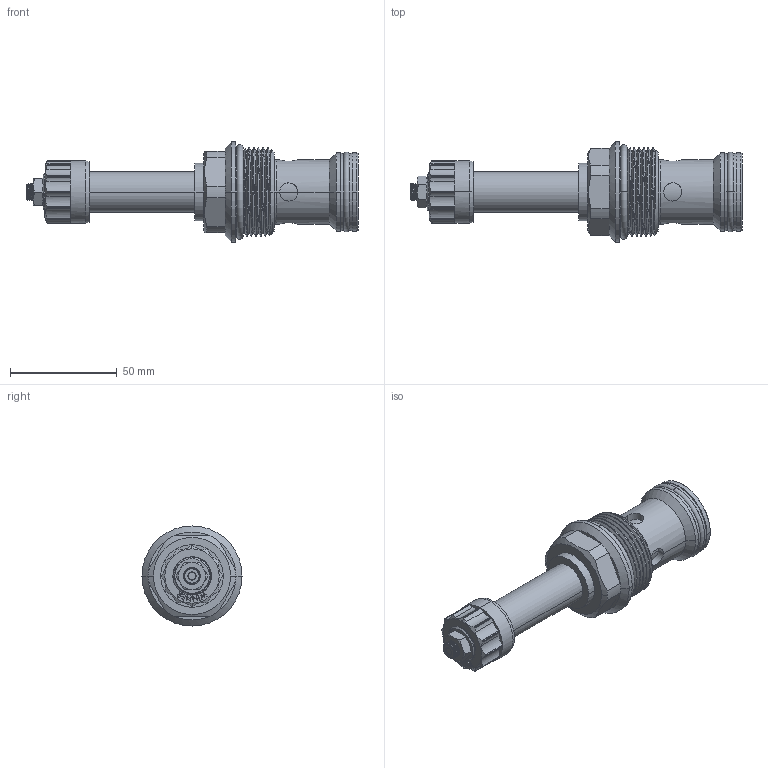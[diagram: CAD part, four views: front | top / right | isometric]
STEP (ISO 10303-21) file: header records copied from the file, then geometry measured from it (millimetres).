
FILE_DESCRIPTION (( 'STEP AP203' ), '1' );
FILE_NAME ('PEP20W2D01-N.STEP', '2023-02-21T05:47:14', ( '' ), ( '' ), 'SwSTEP 2.0', 'SolidWorks 2018', '' );
FILE_SCHEMA (( 'CONFIG_CONTROL_DESIGN' ));
Length unit declared in the file: millimetre
Products named in the file (1): PEP20W2D01-N
Bounding box: 155.15 x 46.8 x 46.8 mm (x, y, z)
Volume: 103487.6 mm3; surface area: 21965.5 mm2
Topology: 1 solids, 1 shells, 336 faces, 874 edges, 564 vertices
Faces by surface type: cylinder 132, plane 132, cone 42, bspline 20, torus 10
Entity records: 24841 total; most frequent: CARTESIAN_POINT 16936, ORIENTED_EDGE 1748, DIRECTION 1504, EDGE_CURVE 874, VERTEX_POINT 564, AXIS2_PLACEMENT_3D 558, LINE 388, VECTOR 388
